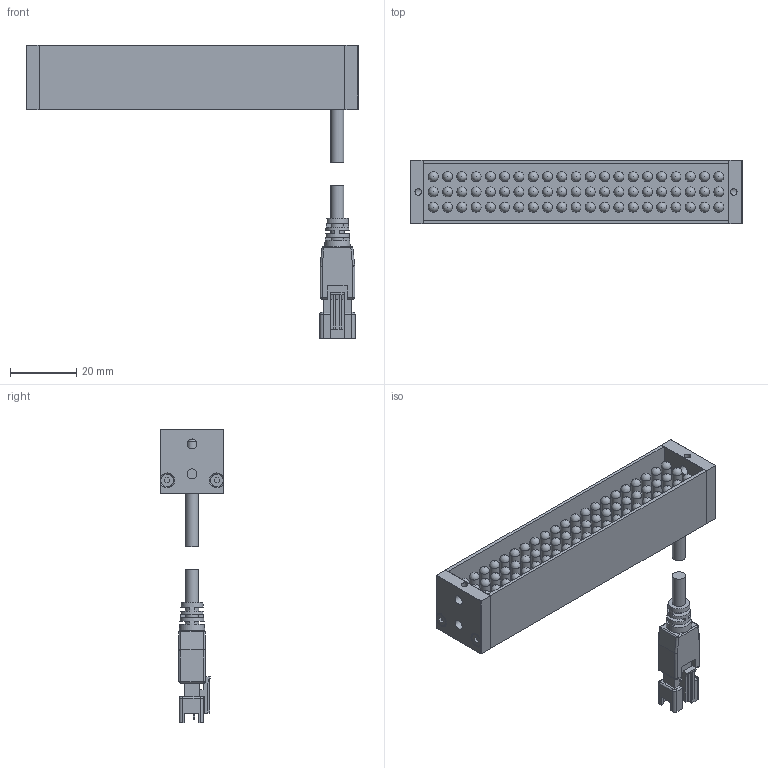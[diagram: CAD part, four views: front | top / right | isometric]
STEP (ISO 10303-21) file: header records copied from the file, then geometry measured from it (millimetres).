
FILE_DESCRIPTION(('STEP AP214'),'1');
FILE_NAME('LED-BL100.stp','2023-05-31T01:33:58',(' '),(' '),'Spatial InterOp 3D',' ',' ');
FILE_SCHEMA(('AUTOMOTIVE_DESIGN { 1 0 10303 214 1 1 1 1 }'));
Length unit declared in the file: metre
Products named in the file (3): LED-BL100; Component1; Component2
Assembly tree (2 placements, depth 2):
  LED-BL100
    Component1
    Component2
Bounding box: 100 x 19 x 88.55 mm (x, y, z)
Volume: 24749.4 mm3; surface area: 18699.4 mm2
Topology: 2 solids, 2 shells, 440 faces, 1156 edges, 735 vertices
Faces by surface type: plane 225, cylinder 117, sphere 67, cone 23, torus 4, bspline 4
Full cylindrical faces by diameter (mm): 2 x2, 3 x69, 3.9 x2
Entity records: 21495 total; most frequent: CARTESIAN_POINT 3602, DIRECTION 1923, ORIENTED_EDGE 1860, STYLED_ITEM 1372, PRESENTATION_STYLE_ASSIGNMENT 1372, COLOUR_RGB 1372, EDGE_CURVE 930, CURVE_STYLE 930
